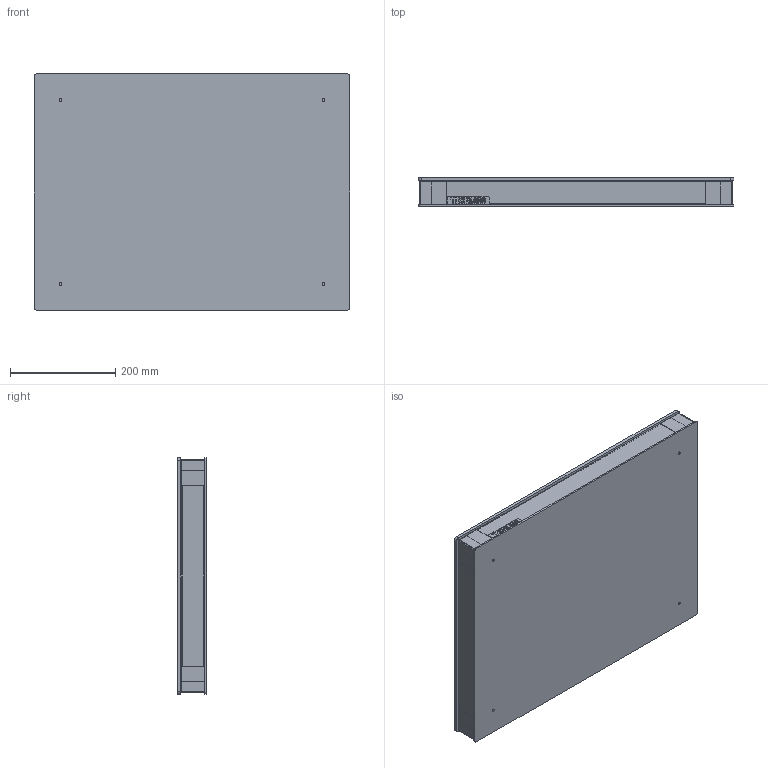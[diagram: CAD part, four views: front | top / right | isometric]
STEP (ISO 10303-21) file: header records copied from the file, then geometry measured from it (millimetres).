
FILE_DESCRIPTION (( 'STEP AP203' ), '1' );
FILE_NAME ('PBG52522.STEP', '2018-09-07T10:30:37', ( '' ), ( '' ), 'SwSTEP 2.0', 'SolidWorks 2018', '' );
FILE_SCHEMA (( 'CONFIG_CONTROL_DESIGN' ));
Length unit declared in the file: millimetre
Products named in the file (10): PBG52522; 107333-05 - PBG Base Skin 450 x 600 x 3mm; 107332-05 - Top Skin 450 x 600 x 6mm; 116663 - Thorlabs Logo Plate; 118585 - Prepped Base Skin 450 x 600 x 3mm; 107393 - Aluminium Extrusion 45.5 x 15.5 x 1.6mm_550; 102138 - Corner Angle 44mm; 118551 - Drilled & Prepped PBG Top Skin 450 x 600 x 6mm; 107385 - Honeycomb 3000 x 1400 x 46mm; 107393 - Aluminium Extrusion 45.5 x 15.5 x 1.6mm_400
Assembly tree (15 placements, depth 3):
  PBG52522
    118551 - Drilled & Prepped PBG Top Skin 450 x 600 x 6mm
      107332-05 - Top Skin 450 x 600 x 6mm
    118585 - Prepped Base Skin 450 x 600 x 3mm
      107333-05 - PBG Base Skin 450 x 600 x 3mm
    102138 - Corner Angle 44mm  x4
    107385 - Honeycomb 3000 x 1400 x 46mm
    116663 - Thorlabs Logo Plate  x2
    107393 - Aluminium Extrusion 45.5 x 15.5 x 1.6mm_550  x2
    107393 - Aluminium Extrusion 45.5 x 15.5 x 1.6mm_400  x2
Bounding box: 600 x 55 x 450 mm (x, y, z)
Volume: 13316425.1 mm3; surface area: 2147933.4 mm2
Topology: 13 solids, 13 shells, 1282 faces, 3664 edges, 2432 vertices
Faces by surface type: cylinder 964, plane 314, bspline 4
Entity records: 38109 total; most frequent: DIRECTION 6879, CARTESIAN_POINT 6110, ORIENTED_EDGE 6038, EDGE_CURVE 3019, AXIS2_PLACEMENT_3D 2811, VERTEX_POINT 2010, EDGE_LOOP 1841, CIRCLE 1758
